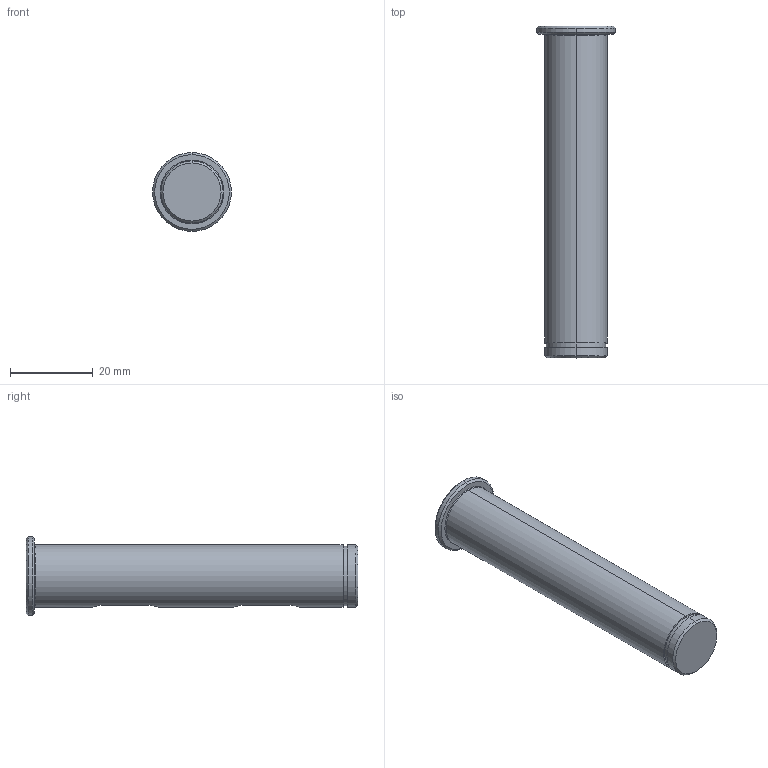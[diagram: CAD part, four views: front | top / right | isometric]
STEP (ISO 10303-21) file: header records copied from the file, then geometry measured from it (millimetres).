
FILE_DESCRIPTION (( 'STEP AP203' ), '1' );
FILE_NAME ('GROG0114-A-INOX-AXE D15 MOYEU VOLANT.STEP', '2024-06-18T10:33:35', ( '' ), ( '' ), 'SwSTEP 2.0', 'SolidWorks 2021', '' );
FILE_SCHEMA (( 'CONFIG_CONTROL_DESIGN' ));
Length unit declared in the file: millimetre
Products named in the file (1): GROG0114-A-INOX-AXE D15 MOYEU VOLANT
Bounding box: 19 x 80 x 19 mm (x, y, z)
Volume: 13882.1 mm3; surface area: 4537.1 mm2
Topology: 1 solids, 1 shells, 31 faces, 70 edges, 44 vertices
Faces by surface type: cylinder 12, plane 11, cone 6, torus 2
Entity records: 1055 total; most frequent: CARTESIAN_POINT 270, DIRECTION 156, ORIENTED_EDGE 140, EDGE_CURVE 70, AXIS2_PLACEMENT_3D 62, VERTEX_POINT 44, EDGE_LOOP 34, VECTOR 32
